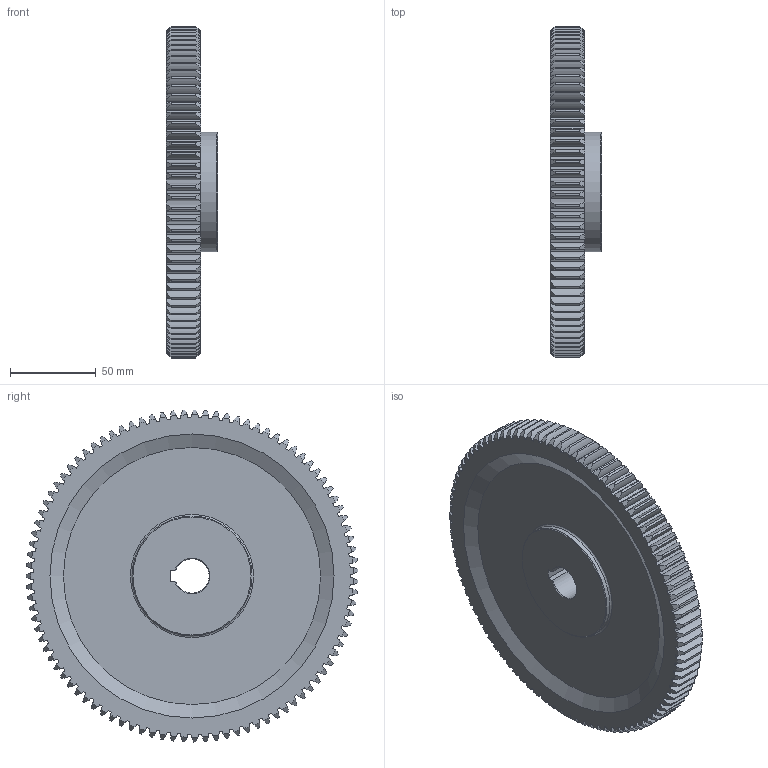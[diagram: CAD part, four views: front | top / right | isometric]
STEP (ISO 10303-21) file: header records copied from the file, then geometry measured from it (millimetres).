
FILE_DESCRIPTION( ( 'STEP AP203' ), '1' );
FILE_NAME( 'SS2-95J20_On.stp', '2020-11-06T15:14:56', ( 'License CC BY-ND 4.0' ), ( 'CADENAS' ), ' ', 'PARTsolutions', ' ' );
FILE_SCHEMA( ( 'CONFIG_CONTROL_DESIGN' ) );
Length unit declared in the file: millimetre
Products named in the file (1): _SS2-95J20_On
Bounding box: 30 x 193.97 x 193.99 mm (x, y, z)
Volume: 464064.5 mm3; surface area: 85339.3 mm2
Topology: 1 solids, 1 shells, 598 faces, 1770 edges, 1177 vertices
Faces by surface type: cylinder 387, cone 200, plane 9, torus 2
Full cylindrical faces by diameter (mm): 4.134 x2, 70 x2
Entity records: 21018 total; most frequent: CARTESIAN_POINT 4857, DIRECTION 3534, ORIENTED_EDGE 3502, EDGE_CURVE 1751, AXIS2_PLACEMENT_3D 1572, VERTEX_POINT 1173, CIRCLE 973, EDGE_LOOP 622
